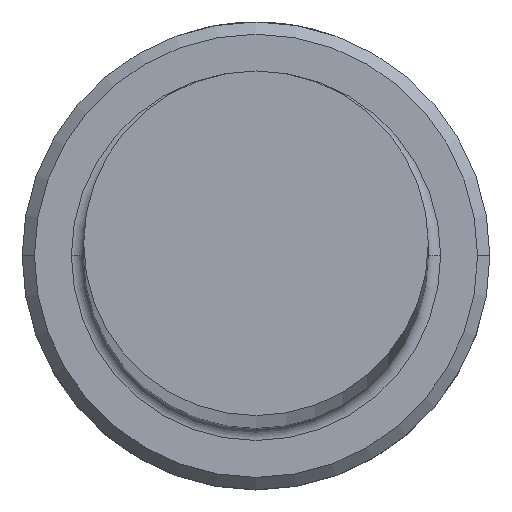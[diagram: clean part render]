
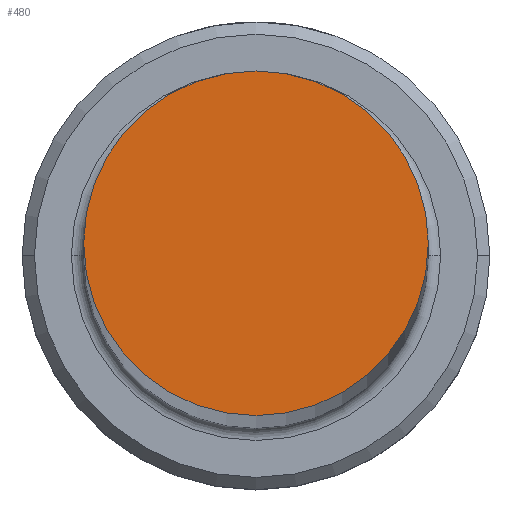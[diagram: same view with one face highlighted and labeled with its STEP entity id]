
A CAD part, top view. The second image highlights one B-rep face of the part: STEP entity #480.
In plain terms, the highlighted planar face has unit normal (0, 0, 1).
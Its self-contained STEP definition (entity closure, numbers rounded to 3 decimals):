
#45 = CARTESIAN_POINT ( 'NONE',  ( 7., 0., 300. ) ) ;
#116 = FACE_OUTER_BOUND ( 'NONE', #421, .T. ) ;
#155 = DIRECTION ( 'NONE',  ( 0., 0., 1. ) ) ;
#179 = VERTEX_POINT ( 'NONE', #312 ) ;
#193 = ORIENTED_EDGE ( 'NONE', *, *, #998, .T. ) ;
#226 = VERTEX_POINT ( 'NONE', #45 ) ;
#305 = DIRECTION ( 'NONE',  ( 1., 0., 0. ) ) ;
#312 = CARTESIAN_POINT ( 'NONE',  ( -7., 0., 300. ) ) ;
#386 = DIRECTION ( 'NONE',  ( 0., 0., 1. ) ) ;
#421 = EDGE_LOOP ( 'NONE', ( #1167, #193 ) ) ;
#422 = EDGE_CURVE ( 'NONE', #179, #226, #672, .T. ) ;
#480 = ADVANCED_FACE ( 'NONE', ( #116 ), #1170, .T. ) ;
#487 = CARTESIAN_POINT ( 'NONE',  ( 0., 0., 300. ) ) ;
#672 = CIRCLE ( 'NONE', #675, 7. ) ;
#675 = AXIS2_PLACEMENT_3D ( 'NONE', #487, #386, #305 ) ;
#696 = CIRCLE ( 'NONE', #867, 7. ) ;
#738 = CARTESIAN_POINT ( 'NONE',  ( 0., 0., 300. ) ) ;
#827 = DIRECTION ( 'NONE',  ( 1., 0., 0. ) ) ;
#867 = AXIS2_PLACEMENT_3D ( 'NONE', #738, #155, #827 ) ;
#998 = EDGE_CURVE ( 'NONE', #226, #179, #696, .T. ) ;
#1078 = DIRECTION ( 'NONE',  ( 1., 0., 0. ) ) ;
#1082 = AXIS2_PLACEMENT_3D ( 'NONE', #1164, #1084, #1078 ) ;
#1084 = DIRECTION ( 'NONE',  ( 0., 0., 1. ) ) ;
#1164 = CARTESIAN_POINT ( 'NONE',  ( 0., 0., 300. ) ) ;
#1167 = ORIENTED_EDGE ( 'NONE', *, *, #422, .T. ) ;
#1170 = PLANE ( 'NONE',  #1082 ) ;
